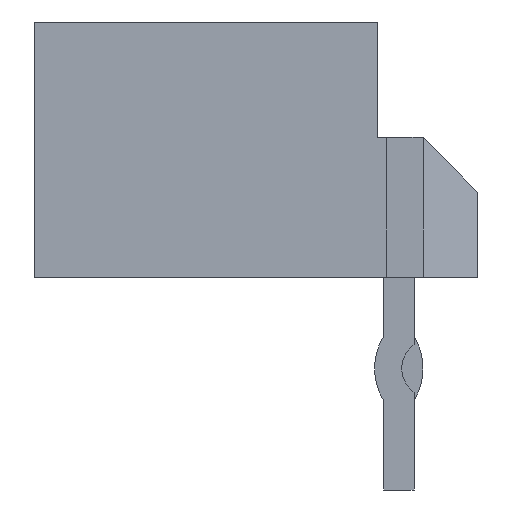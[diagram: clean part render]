
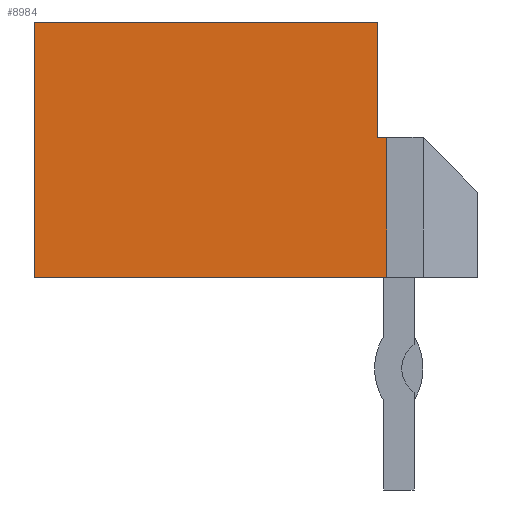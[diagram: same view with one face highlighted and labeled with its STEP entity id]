
A CAD part, left-side view. The second image highlights one B-rep face of the part: STEP entity #8984.
In plain terms, the highlighted planar face has unit normal (-1, 0, 0).
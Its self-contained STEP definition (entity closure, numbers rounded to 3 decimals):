
#368 = PLANE('',#369);
#369 = AXIS2_PLACEMENT_3D('',#370,#371,#372);
#370 = CARTESIAN_POINT('',(6.,-1.3,0.));
#371 = DIRECTION('',(0.,0.,-1.));
#372 = DIRECTION('',(-1.,0.,0.));
#1077 = PLANE('',#1078);
#1078 = AXIS2_PLACEMENT_3D('',#1079,#1080,#1081);
#1079 = CARTESIAN_POINT('',(2.,6.,2.1));
#1080 = DIRECTION('',(0.,1.,0.));
#1081 = DIRECTION('',(-1.,0.,0.));
#1602 = PLANE('',#1603);
#1603 = AXIS2_PLACEMENT_3D('',#1604,#1605,#1606);
#1604 = CARTESIAN_POINT('',(-2.,0.35,2.3));
#1605 = DIRECTION('',(0.,0.,-1.));
#1606 = DIRECTION('',(0.,-1.,0.));
#2682 = VERTEX_POINT('',#2683);
#2683 = CARTESIAN_POINT('',(-2.,0.2,2.3));
#2697 = PLANE('',#2698);
#2698 = AXIS2_PLACEMENT_3D('',#2699,#2700,#2701);
#2699 = CARTESIAN_POINT('',(-2.,0.2,0.));
#2700 = DIRECTION('',(0.,1.,0.));
#2701 = DIRECTION('',(1.,0.,0.));
#2709 = EDGE_CURVE('',#2710,#2682,#2712,.T.);
#2710 = VERTEX_POINT('',#2711);
#2711 = CARTESIAN_POINT('',(-2.,0.35,2.3));
#2712 = SURFACE_CURVE('',#2713,(#2717,#2724),.PCURVE_S1.);
#2713 = LINE('',#2714,#2715);
#2714 = CARTESIAN_POINT('',(-2.,0.35,2.3));
#2715 = VECTOR('',#2716,1.);
#2716 = DIRECTION('',(0.,-1.,0.));
#2717 = PCURVE('',#1602,#2718);
#2718 = DEFINITIONAL_REPRESENTATION('',(#2719),#2723);
#2719 = LINE('',#2720,#2721);
#2720 = CARTESIAN_POINT('',(0.,0.));
#2721 = VECTOR('',#2722,1.);
#2722 = DIRECTION('',(1.,0.));
#2723 = ( GEOMETRIC_REPRESENTATION_CONTEXT(2) 
PARAMETRIC_REPRESENTATION_CONTEXT() REPRESENTATION_CONTEXT('2D SPACE',''
  ) );
#2724 = PCURVE('',#2725,#2730);
#2725 = PLANE('',#2726);
#2726 = AXIS2_PLACEMENT_3D('',#2727,#2728,#2729);
#2727 = CARTESIAN_POINT('',(-2.,-1.3,0.));
#2728 = DIRECTION('',(-1.,0.,0.));
#2729 = DIRECTION('',(0.,0.,1.));
#2730 = DEFINITIONAL_REPRESENTATION('',(#2731),#2735);
#2731 = LINE('',#2732,#2733);
#2732 = CARTESIAN_POINT('',(2.3,1.65));
#2733 = VECTOR('',#2734,1.);
#2734 = DIRECTION('',(0.,-1.));
#2735 = ( GEOMETRIC_REPRESENTATION_CONTEXT(2) 
PARAMETRIC_REPRESENTATION_CONTEXT() REPRESENTATION_CONTEXT('2D SPACE',''
  ) );
#2753 = PLANE('',#2754);
#2754 = AXIS2_PLACEMENT_3D('',#2755,#2756,#2757);
#2755 = CARTESIAN_POINT('',(-2.,0.35,4.2));
#2756 = DIRECTION('',(0.,1.,0.));
#2757 = DIRECTION('',(0.,0.,-1.));
#4346 = PLANE('',#4347);
#4347 = AXIS2_PLACEMENT_3D('',#4348,#4349,#4350);
#4348 = CARTESIAN_POINT('',(-2.,-1.3,4.2));
#4349 = DIRECTION('',(0.,0.,1.));
#4350 = DIRECTION('',(1.,0.,0.));
#8337 = VERTEX_POINT('',#8338);
#8338 = CARTESIAN_POINT('',(-2.,6.,4.2));
#8359 = EDGE_CURVE('',#8360,#8337,#8362,.T.);
#8360 = VERTEX_POINT('',#8361);
#8361 = CARTESIAN_POINT('',(-2.,6.,0.));
#8362 = SURFACE_CURVE('',#8363,(#8367,#8374),.PCURVE_S1.);
#8363 = LINE('',#8364,#8365);
#8364 = CARTESIAN_POINT('',(-2.,6.,0.));
#8365 = VECTOR('',#8366,1.);
#8366 = DIRECTION('',(0.,0.,1.));
#8367 = PCURVE('',#1077,#8368);
#8368 = DEFINITIONAL_REPRESENTATION('',(#8369),#8373);
#8369 = LINE('',#8370,#8371);
#8370 = CARTESIAN_POINT('',(4.,-2.1));
#8371 = VECTOR('',#8372,1.);
#8372 = DIRECTION('',(0.,1.));
#8373 = ( GEOMETRIC_REPRESENTATION_CONTEXT(2) 
PARAMETRIC_REPRESENTATION_CONTEXT() REPRESENTATION_CONTEXT('2D SPACE',''
  ) );
#8374 = PCURVE('',#2725,#8375);
#8375 = DEFINITIONAL_REPRESENTATION('',(#8376),#8380);
#8376 = LINE('',#8377,#8378);
#8377 = CARTESIAN_POINT('',(0.,7.3));
#8378 = VECTOR('',#8379,1.);
#8379 = DIRECTION('',(1.,0.));
#8380 = ( GEOMETRIC_REPRESENTATION_CONTEXT(2) 
PARAMETRIC_REPRESENTATION_CONTEXT() REPRESENTATION_CONTEXT('2D SPACE',''
  ) );
#8646 = VERTEX_POINT('',#8647);
#8647 = CARTESIAN_POINT('',(-2.,0.2,0.));
#8783 = EDGE_CURVE('',#8646,#8360,#8784,.T.);
#8784 = SURFACE_CURVE('',#8785,(#8789,#8796),.PCURVE_S1.);
#8785 = LINE('',#8786,#8787);
#8786 = CARTESIAN_POINT('',(-2.,0.2,0.));
#8787 = VECTOR('',#8788,1.);
#8788 = DIRECTION('',(0.,1.,0.));
#8789 = PCURVE('',#368,#8790);
#8790 = DEFINITIONAL_REPRESENTATION('',(#8791),#8795);
#8791 = LINE('',#8792,#8793);
#8792 = CARTESIAN_POINT('',(8.,1.5));
#8793 = VECTOR('',#8794,1.);
#8794 = DIRECTION('',(0.,1.));
#8795 = ( GEOMETRIC_REPRESENTATION_CONTEXT(2) 
PARAMETRIC_REPRESENTATION_CONTEXT() REPRESENTATION_CONTEXT('2D SPACE',''
  ) );
#8796 = PCURVE('',#2725,#8797);
#8797 = DEFINITIONAL_REPRESENTATION('',(#8798),#8802);
#8798 = LINE('',#8799,#8800);
#8799 = CARTESIAN_POINT('',(0.,1.5));
#8800 = VECTOR('',#8801,1.);
#8801 = DIRECTION('',(0.,1.));
#8802 = ( GEOMETRIC_REPRESENTATION_CONTEXT(2) 
PARAMETRIC_REPRESENTATION_CONTEXT() REPRESENTATION_CONTEXT('2D SPACE',''
  ) );
#8940 = EDGE_CURVE('',#8941,#2710,#8943,.T.);
#8941 = VERTEX_POINT('',#8942);
#8942 = CARTESIAN_POINT('',(-2.,0.35,4.2));
#8943 = SURFACE_CURVE('',#8944,(#8948,#8955),.PCURVE_S1.);
#8944 = LINE('',#8945,#8946);
#8945 = CARTESIAN_POINT('',(-2.,0.35,4.2));
#8946 = VECTOR('',#8947,1.);
#8947 = DIRECTION('',(0.,0.,-1.));
#8948 = PCURVE('',#2753,#8949);
#8949 = DEFINITIONAL_REPRESENTATION('',(#8950),#8954);
#8950 = LINE('',#8951,#8952);
#8951 = CARTESIAN_POINT('',(0.,0.));
#8952 = VECTOR('',#8953,1.);
#8953 = DIRECTION('',(1.,0.));
#8954 = ( GEOMETRIC_REPRESENTATION_CONTEXT(2) 
PARAMETRIC_REPRESENTATION_CONTEXT() REPRESENTATION_CONTEXT('2D SPACE',''
  ) );
#8955 = PCURVE('',#2725,#8956);
#8956 = DEFINITIONAL_REPRESENTATION('',(#8957),#8961);
#8957 = LINE('',#8958,#8959);
#8958 = CARTESIAN_POINT('',(4.2,1.65));
#8959 = VECTOR('',#8960,1.);
#8960 = DIRECTION('',(-1.,0.));
#8961 = ( GEOMETRIC_REPRESENTATION_CONTEXT(2) 
PARAMETRIC_REPRESENTATION_CONTEXT() REPRESENTATION_CONTEXT('2D SPACE',''
  ) );
#8984 = ADVANCED_FACE('',(#8985),#2725,.T.);
#8985 = FACE_BOUND('',#8986,.F.);
#8986 = EDGE_LOOP('',(#8987,#9008,#9009,#9010,#9031,#9032));
#8987 = ORIENTED_EDGE('',*,*,#8988,.F.);
#8988 = EDGE_CURVE('',#8646,#2682,#8989,.T.);
#8989 = SURFACE_CURVE('',#8990,(#8994,#9001),.PCURVE_S1.);
#8990 = LINE('',#8991,#8992);
#8991 = CARTESIAN_POINT('',(-2.,0.2,0.));
#8992 = VECTOR('',#8993,1.);
#8993 = DIRECTION('',(0.,0.,1.));
#8994 = PCURVE('',#2725,#8995);
#8995 = DEFINITIONAL_REPRESENTATION('',(#8996),#9000);
#8996 = LINE('',#8997,#8998);
#8997 = CARTESIAN_POINT('',(0.,1.5));
#8998 = VECTOR('',#8999,1.);
#8999 = DIRECTION('',(1.,0.));
#9000 = ( GEOMETRIC_REPRESENTATION_CONTEXT(2) 
PARAMETRIC_REPRESENTATION_CONTEXT() REPRESENTATION_CONTEXT('2D SPACE',''
  ) );
#9001 = PCURVE('',#2697,#9002);
#9002 = DEFINITIONAL_REPRESENTATION('',(#9003),#9007);
#9003 = LINE('',#9004,#9005);
#9004 = CARTESIAN_POINT('',(0.,0.));
#9005 = VECTOR('',#9006,1.);
#9006 = DIRECTION('',(0.,-1.));
#9007 = ( GEOMETRIC_REPRESENTATION_CONTEXT(2) 
PARAMETRIC_REPRESENTATION_CONTEXT() REPRESENTATION_CONTEXT('2D SPACE',''
  ) );
#9008 = ORIENTED_EDGE('',*,*,#8783,.T.);
#9009 = ORIENTED_EDGE('',*,*,#8359,.T.);
#9010 = ORIENTED_EDGE('',*,*,#9011,.F.);
#9011 = EDGE_CURVE('',#8941,#8337,#9012,.T.);
#9012 = SURFACE_CURVE('',#9013,(#9017,#9024),.PCURVE_S1.);
#9013 = LINE('',#9014,#9015);
#9014 = CARTESIAN_POINT('',(-2.,0.35,4.2));
#9015 = VECTOR('',#9016,1.);
#9016 = DIRECTION('',(0.,1.,0.));
#9017 = PCURVE('',#2725,#9018);
#9018 = DEFINITIONAL_REPRESENTATION('',(#9019),#9023);
#9019 = LINE('',#9020,#9021);
#9020 = CARTESIAN_POINT('',(4.2,1.65));
#9021 = VECTOR('',#9022,1.);
#9022 = DIRECTION('',(0.,1.));
#9023 = ( GEOMETRIC_REPRESENTATION_CONTEXT(2) 
PARAMETRIC_REPRESENTATION_CONTEXT() REPRESENTATION_CONTEXT('2D SPACE',''
  ) );
#9024 = PCURVE('',#4346,#9025);
#9025 = DEFINITIONAL_REPRESENTATION('',(#9026),#9030);
#9026 = LINE('',#9027,#9028);
#9027 = CARTESIAN_POINT('',(0.,1.65));
#9028 = VECTOR('',#9029,1.);
#9029 = DIRECTION('',(0.,1.));
#9030 = ( GEOMETRIC_REPRESENTATION_CONTEXT(2) 
PARAMETRIC_REPRESENTATION_CONTEXT() REPRESENTATION_CONTEXT('2D SPACE',''
  ) );
#9031 = ORIENTED_EDGE('',*,*,#8940,.T.);
#9032 = ORIENTED_EDGE('',*,*,#2709,.T.);
